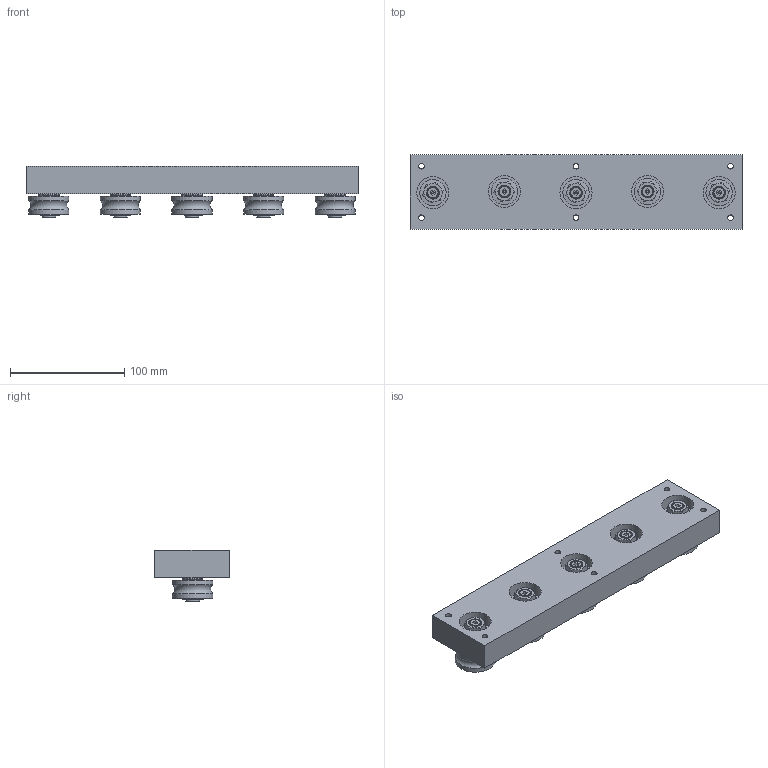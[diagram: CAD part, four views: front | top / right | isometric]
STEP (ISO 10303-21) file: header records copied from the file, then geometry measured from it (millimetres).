
FILE_DESCRIPTION(/* description */ ('GR.CARRELLO COMPL.PER IL65 290X65 5ROT.'),/* implementation_level */ '2;1');
FILE_NAME(/* name */ 'GCARO0000095.stp',/* time_stamp */ '2022-07-28T15:27:03+02:00',/* author */ ('tecnico2.vi'),/* organization */ (''),/* preprocessor_version */ 'ST-DEVELOPER v18.1',/* originating_system */ 'Autodesk Inventor 2022',/* authorisation */ '');
FILE_SCHEMA (('AUTOMOTIVE_DESIGN { 1 0 10303 214 3 1 1 }'));
Length unit declared in the file: millimetre
Products named in the file (10): 60CA00110-A; 70PF00300-A; GRUGD0000066; 70PE00129-A; 23.535.01C; 70PE00128-A; 80RT00001-A; CMLTA0000001; CARRA0000007; Dado M10 UNI5588 FE 310-0
Assembly tree (16 placements, depth 3):
  60CA00110-A
    70PF00300-A
    GRUGD0000066  x2
      70PE00129-A
      80RT00001-A
      CMLTA0000001
      Dado M10 UNI5588 FE 310-0
      CARRA0000007
    23.535.01C  x3
      70PE00128-A
      80RT00001-A
      CMLTA0000001
      CARRA0000007
      Dado M10 UNI5588 FE 310-0
Bounding box: 290 x 65 x 45 mm (x, y, z)
Volume: 501663.7 mm3; surface area: 113980.8 mm2
Topology: 36 solids, 36 shells, 502 faces, 1070 edges, 680 vertices
Faces by surface type: plane 206, cylinder 186, cone 105, torus 5
Full cylindrical faces by diameter (mm): 2 x5, 4.917 x6, 10 x20, 10.2 x5, 12 x15, 18 x25, 23 x5, 28 x25, 35 x10
Entity records: 4465 total; most frequent: DIRECTION 772, CARTESIAN_POINT 729, ORIENTED_EDGE 618, AXIS2_PLACEMENT_3D 315, EDGE_CURVE 309, VERTEX_POINT 200, EDGE_LOOP 197, FACE_OUTER_BOUND 146
